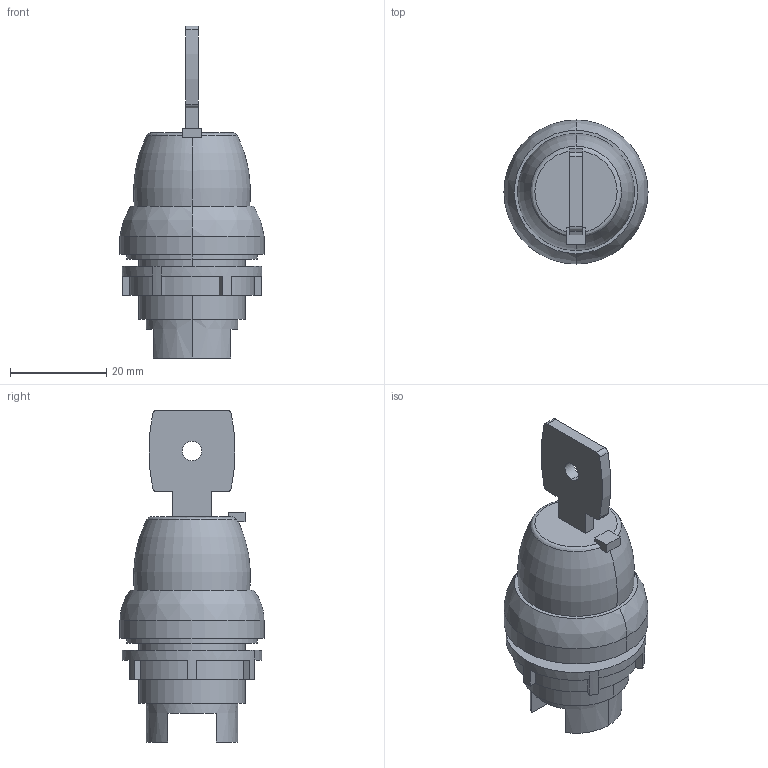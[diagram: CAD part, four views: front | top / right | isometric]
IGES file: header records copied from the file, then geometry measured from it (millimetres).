
Start section:  PTC IGES file: bouton_023953.igs
Global section: file name: 78Hbouton_023953.igs; native system:  by Parametric Technology Corporation; preprocessor: 2013430; organization: Unknown; date: 20190109.090105; units: millimetre
Bounding box: 29.9 x 29.9 x 68.9 mm (x, y, z)
Volume: 21394.3 mm3; surface area: 6170 mm2
Topology: 1 solids, 1 shells, 74 faces, 191 edges, 126 vertices
Faces by surface type: bspline 43, revolution 31
